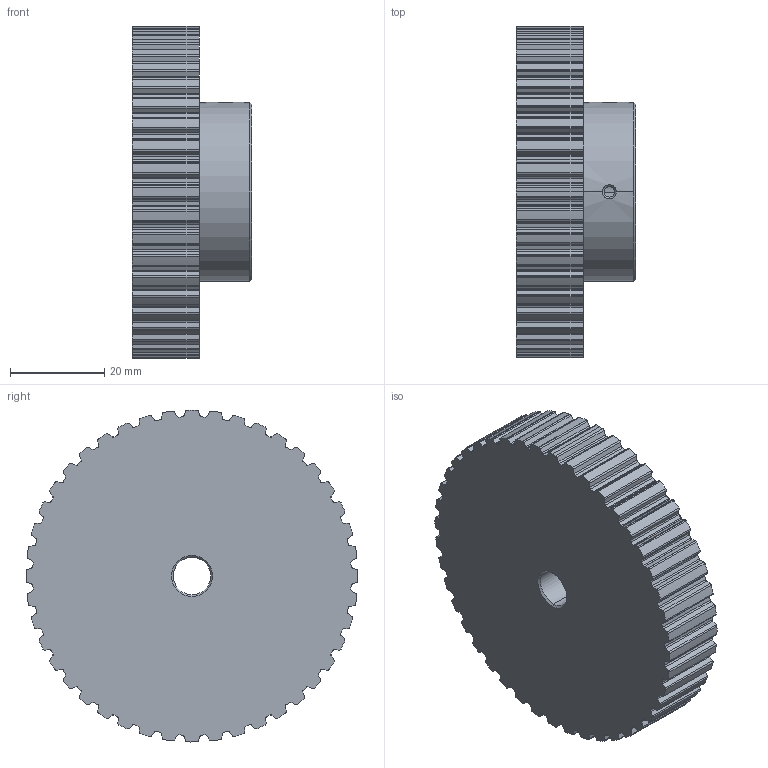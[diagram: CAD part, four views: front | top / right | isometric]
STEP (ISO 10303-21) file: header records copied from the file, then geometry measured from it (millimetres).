
FILE_DESCRIPTION (( 'STEP AP214' ), '1' );
FILE_NAME ('APB44XL037B-312.step', '2015-04-08T21:02:49', ( '' ), ( '' ), 'SwSTEP 2.0', 'SolidWorks 2014', '' );
FILE_SCHEMA (( 'AUTOMOTIVE_DESIGN' ));
Length unit declared in the file: inch
Products named in the file (1): APB44XL037B-312
Bounding box: 25.4 x 70.63 x 70.64 mm (x, y, z)
Volume: 65400.3 mm3; surface area: 13739.5 mm2
Topology: 1 solids, 1 shells, 406 faces, 1204 edges, 799 vertices
Faces by surface type: cylinder 305, plane 91, cone 6, bspline 4
Entity records: 16045 total; most frequent: CARTESIAN_POINT 4565, DIRECTION 2599, ORIENTED_EDGE 2408, EDGE_CURVE 1204, AXIS2_PLACEMENT_3D 1011, VERTEX_POINT 799, CIRCLE 608, VECTOR 577
